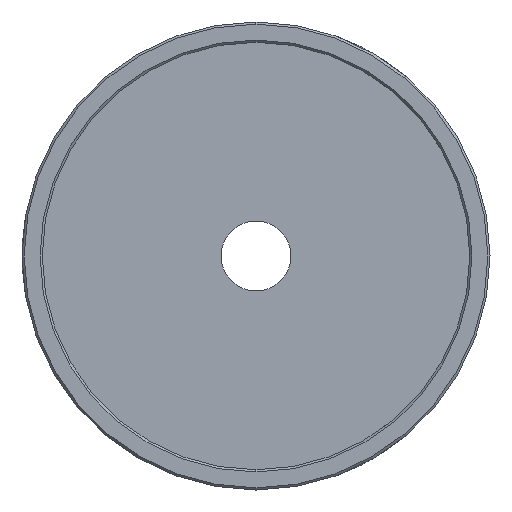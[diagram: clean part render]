
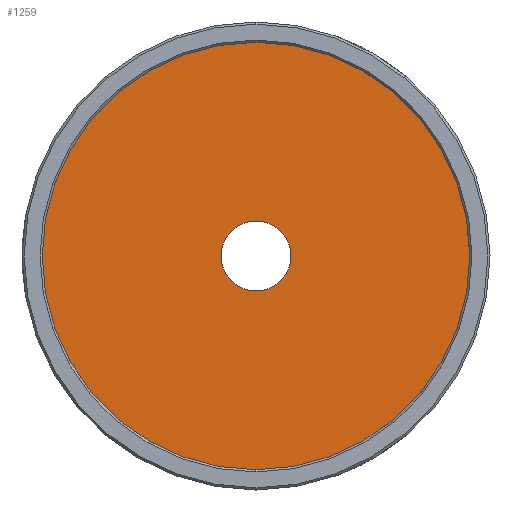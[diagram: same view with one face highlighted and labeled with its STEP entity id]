
A CAD part, left-side view. The second image highlights one B-rep face of the part: STEP entity #1259.
In plain terms, the highlighted planar face has unit normal (-1, 0, 0).
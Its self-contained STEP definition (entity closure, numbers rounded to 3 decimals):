
#75 = VERTEX_POINT ( 'NONE', #185 ) ;
#85 = PLANE ( 'NONE',  #464 ) ;
#142 = CIRCLE ( 'NONE', #1078, 3.175 ) ;
#151 = CARTESIAN_POINT ( 'NONE',  ( -71.438, 0., 0. ) ) ;
#161 = CARTESIAN_POINT ( 'NONE',  ( -71.438, 0., 0. ) ) ;
#178 = DIRECTION ( 'NONE',  ( 0., 0., 1. ) ) ;
#182 = DIRECTION ( 'NONE',  ( -1., 0., 0. ) ) ;
#185 = CARTESIAN_POINT ( 'NONE',  ( -71.438, 0., -3.175 ) ) ;
#212 = CIRCLE ( 'NONE', #1162, 3.175 ) ;
#262 = ORIENTED_EDGE ( 'NONE', *, *, #279, .T. ) ;
#279 = EDGE_CURVE ( 'NONE', #1072, #75, #142, .T. ) ;
#311 = EDGE_CURVE ( 'NONE', #1325, #418, #683, .T. ) ;
#357 = EDGE_CURVE ( 'NONE', #418, #1325, #1016, .T. ) ;
#371 = DIRECTION ( 'NONE',  ( 1., 0., 0. ) ) ;
#380 = DIRECTION ( 'NONE',  ( 0., 0., -1. ) ) ;
#397 = CARTESIAN_POINT ( 'NONE',  ( -71.438, -19.664, -19.664 ) ) ;
#418 = VERTEX_POINT ( 'NONE', #611 ) ;
#464 = AXIS2_PLACEMENT_3D ( 'NONE', #397, #182, #178 ) ;
#480 = DIRECTION ( 'NONE',  ( 1., 0., 0. ) ) ;
#568 = DIRECTION ( 'NONE',  ( 1., 0., 0. ) ) ;
#611 = CARTESIAN_POINT ( 'NONE',  ( -71.438, 0., -19.431 ) ) ;
#648 = ORIENTED_EDGE ( 'NONE', *, *, #311, .F. ) ;
#666 = DIRECTION ( 'NONE',  ( 0., 0., -1. ) ) ;
#671 = CARTESIAN_POINT ( 'NONE',  ( -71.438, 0., 0. ) ) ;
#683 = CIRCLE ( 'NONE', #1348, 19.431 ) ;
#744 = EDGE_LOOP ( 'NONE', ( #1156, #262 ) ) ;
#758 = AXIS2_PLACEMENT_3D ( 'NONE', #1237, #371, #380 ) ;
#895 = EDGE_LOOP ( 'NONE', ( #1371, #648 ) ) ;
#922 = DIRECTION ( 'NONE',  ( 0., 0., -1. ) ) ;
#925 = DIRECTION ( 'NONE',  ( 1., 0., 0. ) ) ;
#938 = CARTESIAN_POINT ( 'NONE',  ( -71.438, 0., 19.431 ) ) ;
#993 = EDGE_CURVE ( 'NONE', #75, #1072, #212, .T. ) ;
#1016 = CIRCLE ( 'NONE', #758, 19.431 ) ;
#1024 = FACE_BOUND ( 'NONE', #744, .T. ) ;
#1072 = VERTEX_POINT ( 'NONE', #1189 ) ;
#1078 = AXIS2_PLACEMENT_3D ( 'NONE', #151, #480, #922 ) ;
#1156 = ORIENTED_EDGE ( 'NONE', *, *, #993, .T. ) ;
#1162 = AXIS2_PLACEMENT_3D ( 'NONE', #671, #568, #666 ) ;
#1189 = CARTESIAN_POINT ( 'NONE',  ( -71.438, 0., 3.175 ) ) ;
#1222 = DIRECTION ( 'NONE',  ( 0., 0., -1. ) ) ;
#1237 = CARTESIAN_POINT ( 'NONE',  ( -71.438, 0., 0. ) ) ;
#1259 = ADVANCED_FACE ( 'NONE', ( #1024, #1263 ), #85, .T. ) ;
#1263 = FACE_OUTER_BOUND ( 'NONE', #895, .T. ) ;
#1325 = VERTEX_POINT ( 'NONE', #938 ) ;
#1348 = AXIS2_PLACEMENT_3D ( 'NONE', #161, #925, #1222 ) ;
#1371 = ORIENTED_EDGE ( 'NONE', *, *, #357, .F. ) ;
